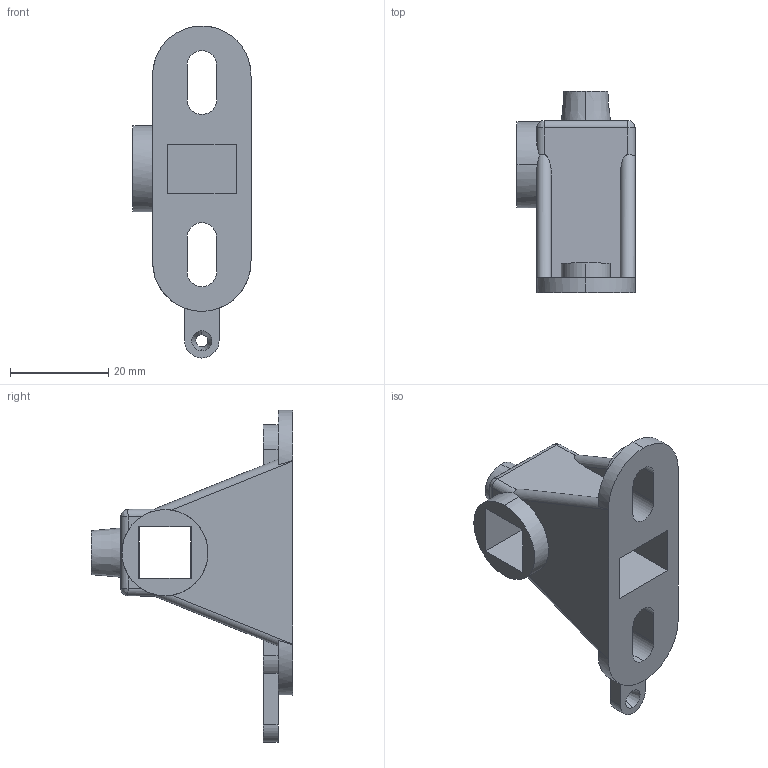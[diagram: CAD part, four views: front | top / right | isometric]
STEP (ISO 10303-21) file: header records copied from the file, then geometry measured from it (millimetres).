
FILE_DESCRIPTION (( 'STEP AP214' ), '1' );
FILE_NAME ('5015715.stp', '2017-06-14T08:04:28', ( '' ), ( '' ), 'SwSTEP 2.0', 'SolidWorks 2016', '' );
FILE_SCHEMA (( 'AUTOMOTIVE_DESIGN' ));
Length unit declared in the file: millimetre
Products named in the file (1): 5015715
Bounding box: 24 x 41 x 67.5 mm (x, y, z)
Volume: 12430 mm3; surface area: 8310.4 mm2
Topology: 1 solids, 1 shells, 77 faces, 207 edges, 132 vertices
Faces by surface type: plane 39, cylinder 30, cone 4, bspline 4
Entity records: 2525 total; most frequent: CARTESIAN_POINT 594, ORIENTED_EDGE 410, DIRECTION 381, EDGE_CURVE 205, VERTEX_POINT 132, AXIS2_PLACEMENT_3D 131, LINE 119, VECTOR 119
